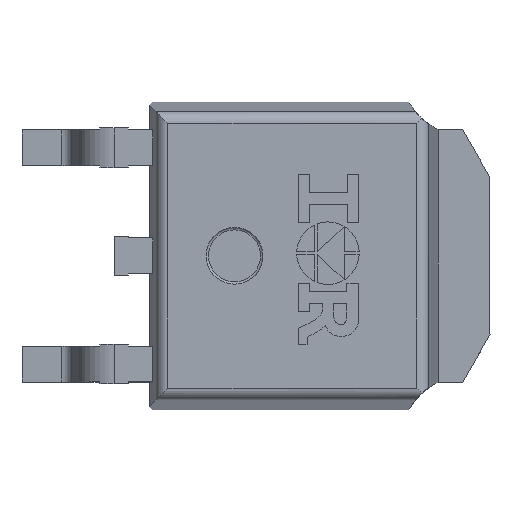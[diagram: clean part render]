
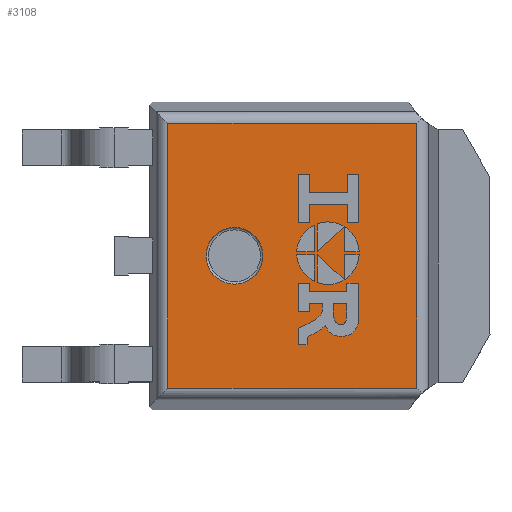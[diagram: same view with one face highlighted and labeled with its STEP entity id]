
A CAD part, top view. The second image highlights one B-rep face of the part: STEP entity #3108.
In plain terms, the highlighted planar face has unit normal (0, 0, 1).
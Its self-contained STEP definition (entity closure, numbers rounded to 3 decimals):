
#34=FACE_BOUND('',#475,.T.);
#97=CIRCLE('',#3356,0.6);
#298=FACE_OUTER_BOUND('',#474,.T.);
#474=EDGE_LOOP('',(#2610,#2611,#2612,#2613));
#475=EDGE_LOOP('',(#2614));
#781=LINE('',#4947,#1134);
#783=LINE('',#4971,#1136);
#785=LINE('',#4986,#1138);
#786=LINE('',#4987,#1139);
#1134=VECTOR('',#4049,1.);
#1136=VECTOR('',#4055,1.);
#1138=VECTOR('',#4061,1.);
#1139=VECTOR('',#4062,1.);
#1443=VERTEX_POINT('',#4944);
#1444=VERTEX_POINT('',#4946);
#1448=VERTEX_POINT('',#4970);
#1451=VERTEX_POINT('',#4985);
#1452=VERTEX_POINT('',#4988);
#1843=EDGE_CURVE('',#1443,#1444,#781,.T.);
#1848=EDGE_CURVE('',#1444,#1448,#783,.T.);
#1852=EDGE_CURVE('',#1451,#1443,#785,.T.);
#1853=EDGE_CURVE('',#1448,#1451,#786,.T.);
#1854=EDGE_CURVE('',#1452,#1452,#97,.T.);
#2610=ORIENTED_EDGE('',*,*,#1843,.F.);
#2611=ORIENTED_EDGE('',*,*,#1852,.F.);
#2612=ORIENTED_EDGE('',*,*,#1853,.F.);
#2613=ORIENTED_EDGE('',*,*,#1848,.F.);
#2614=ORIENTED_EDGE('',*,*,#1854,.T.);
#2946=PLANE('',#3355);
#3108=ADVANCED_FACE('',(#298,#34),#2946,.T.);
#3355=AXIS2_PLACEMENT_3D('',#4984,#4059,#4060);
#3356=AXIS2_PLACEMENT_3D('',#4989,#4063,#4064);
#4049=DIRECTION('',(0.,-1.,0.));
#4055=DIRECTION('',(-1.,0.,0.));
#4059=DIRECTION('center_axis',(0.,0.,1.));
#4060=DIRECTION('ref_axis',(0.,-1.,0.));
#4061=DIRECTION('',(1.,0.,0.));
#4062=DIRECTION('',(0.,1.,0.));
#4063=DIRECTION('center_axis',(0.,0.,-1.));
#4064=DIRECTION('ref_axis',(0.,1.,0.));
#4944=CARTESIAN_POINT('',(3.403,2.803,2.52));
#4946=CARTESIAN_POINT('',(3.403,-2.803,2.52));
#4947=CARTESIAN_POINT('',(3.403,16.144,2.52));
#4970=CARTESIAN_POINT('',(-1.869,-2.803,2.52));
#4971=CARTESIAN_POINT('',(-1.98,-2.803,2.52));
#4984=CARTESIAN_POINT('Origin',(0.8,0.,
2.52));
#4985=CARTESIAN_POINT('',(-1.869,2.803,2.52));
#4986=CARTESIAN_POINT('',(-1.98,2.803,2.52));
#4987=CARTESIAN_POINT('',(-1.869,16.144,2.52));
#4988=CARTESIAN_POINT('',(-0.455,-0.6,2.52));
#4989=CARTESIAN_POINT('Origin',(-0.455,0.,
2.52));
